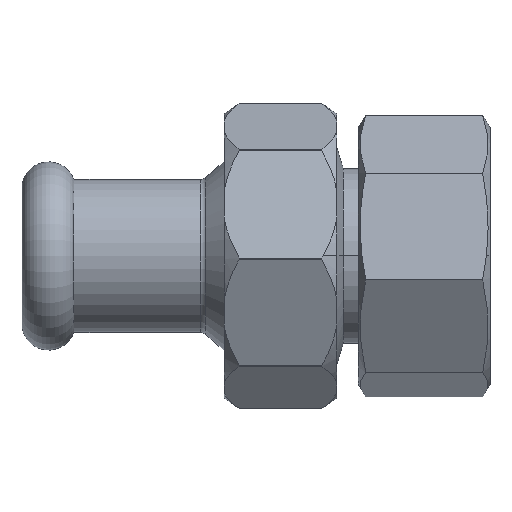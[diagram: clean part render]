
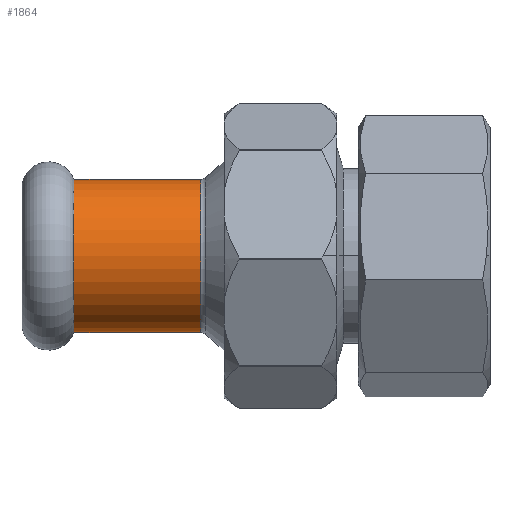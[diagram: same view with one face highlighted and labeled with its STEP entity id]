
A CAD part, top view. The second image highlights one B-rep face of the part: STEP entity #1864.
In plain terms, the highlighted cylindrical face has radius 10.172 mm (diameter 20.344 mm), a partial arc.
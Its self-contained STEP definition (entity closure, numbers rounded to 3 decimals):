
#142 = CARTESIAN_POINT ( 'NONE',  ( 68.97, 0., 0. ) ) ;
#220 = EDGE_CURVE ( 'NONE', #3018, #469, #3329, .T. ) ;
#240 = EDGE_CURVE ( 'NONE', #1921, #1339, #2034, .T. ) ;
#259 = DIRECTION ( 'NONE',  ( 0., 1., 0. ) ) ;
#469 = VERTEX_POINT ( 'NONE', #1124 ) ;
#644 = EDGE_LOOP ( 'NONE', ( #1522, #3145, #1019, #826 ) ) ;
#826 = ORIENTED_EDGE ( 'NONE', *, *, #240, .F. ) ;
#909 = EDGE_CURVE ( 'NONE', #1339, #469, #2026, .T. ) ;
#917 = DIRECTION ( 'NONE',  ( 0., 1., 0. ) ) ;
#983 = CIRCLE ( 'NONE', #1770, 10.172 ) ;
#1019 = ORIENTED_EDGE ( 'NONE', *, *, #909, .F. ) ;
#1050 = CARTESIAN_POINT ( 'NONE',  ( -32.756, 10.172, 0. ) ) ;
#1061 = CARTESIAN_POINT ( 'NONE',  ( -32.756, -10.172, 0. ) ) ;
#1121 = DIRECTION ( 'NONE',  ( 1., 0., 0. ) ) ;
#1124 = CARTESIAN_POINT ( 'NONE',  ( -15.929, -10.172, 0. ) ) ;
#1172 = CARTESIAN_POINT ( 'NONE',  ( -15.929, 0., 0. ) ) ;
#1292 = VECTOR ( 'NONE', #2759, 1000. ) ;
#1300 = CARTESIAN_POINT ( 'NONE',  ( -32.756, 0., 0. ) ) ;
#1339 = VERTEX_POINT ( 'NONE', #2689 ) ;
#1406 = CYLINDRICAL_SURFACE ( 'NONE', #3019, 10.172 ) ;
#1468 = DIRECTION ( 'NONE',  ( 1., 0., 0. ) ) ;
#1522 = ORIENTED_EDGE ( 'NONE', *, *, #1725, .T. ) ;
#1635 = VECTOR ( 'NONE', #1468, 1000. ) ;
#1680 = FACE_OUTER_BOUND ( 'NONE', #644, .T. ) ;
#1725 = EDGE_CURVE ( 'NONE', #1921, #3018, #983, .T. ) ;
#1770 = AXIS2_PLACEMENT_3D ( 'NONE', #1300, #3131, #259 ) ;
#1864 = ADVANCED_FACE ( 'NONE', ( #1680 ), #1406, .T. ) ;
#1921 = VERTEX_POINT ( 'NONE', #1050 ) ;
#1962 = CARTESIAN_POINT ( 'NONE',  ( 68.97, -10.172, 0. ) ) ;
#2026 = CIRCLE ( 'NONE', #2248, 10.172 ) ;
#2034 = LINE ( 'NONE', #3004, #1635 ) ;
#2248 = AXIS2_PLACEMENT_3D ( 'NONE', #1172, #1121, #3277 ) ;
#2689 = CARTESIAN_POINT ( 'NONE',  ( -15.929, 10.172, 0. ) ) ;
#2759 = DIRECTION ( 'NONE',  ( 1., 0., 0. ) ) ;
#3004 = CARTESIAN_POINT ( 'NONE',  ( 68.97, 10.172, 0. ) ) ;
#3018 = VERTEX_POINT ( 'NONE', #1061 ) ;
#3019 = AXIS2_PLACEMENT_3D ( 'NONE', #142, #3284, #917 ) ;
#3131 = DIRECTION ( 'NONE',  ( 1., 0., 0. ) ) ;
#3145 = ORIENTED_EDGE ( 'NONE', *, *, #220, .T. ) ;
#3277 = DIRECTION ( 'NONE',  ( 0., 1., 0. ) ) ;
#3284 = DIRECTION ( 'NONE',  ( 1., 0., 0. ) ) ;
#3329 = LINE ( 'NONE', #1962, #1292 ) ;
